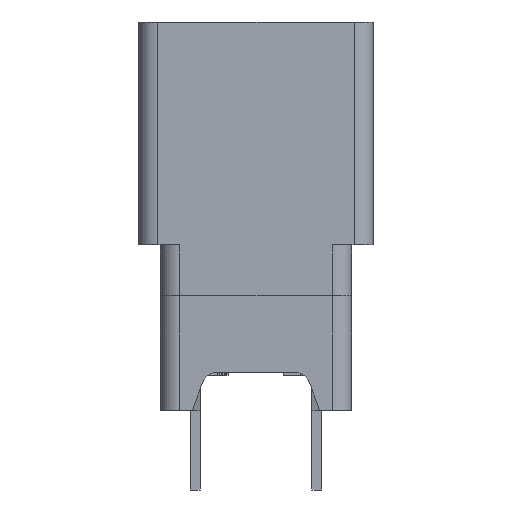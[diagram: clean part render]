
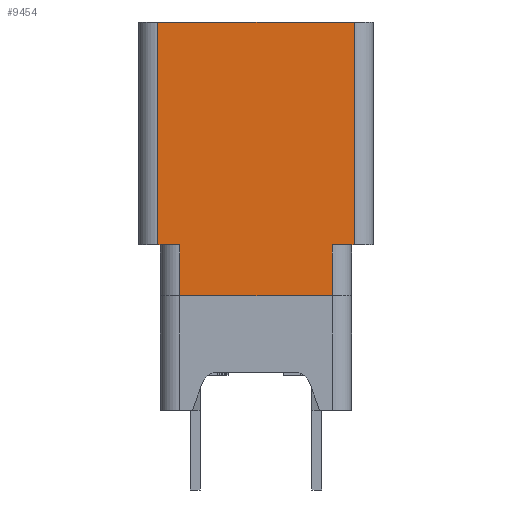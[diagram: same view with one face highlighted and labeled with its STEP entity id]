
A CAD part, left-side view. The second image highlights one B-rep face of the part: STEP entity #9454.
In plain terms, the highlighted planar face has unit normal (-1, 0, 0).
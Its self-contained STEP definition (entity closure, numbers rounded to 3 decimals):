
#3=DIRECTION('',(0.,0.,-1.));
#4=VECTOR('',#3,2.032);
#5=CARTESIAN_POINT('',(-42.672,-3.048,-8.89));
#6=LINE('',#5,#4);
#7=DIRECTION('',(0.,0.,-1.));
#8=VECTOR('',#7,2.032);
#9=CARTESIAN_POINT('',(-42.672,3.048,-8.89));
#10=LINE('',#9,#8);
#11=DIRECTION('',(0.,0.,-1.));
#12=VECTOR('',#11,8.89);
#13=CARTESIAN_POINT('',(-42.672,3.912,0.));
#14=LINE('',#13,#12);
#15=DIRECTION('',(0.,-1.,0.));
#16=VECTOR('',#15,7.823);
#17=CARTESIAN_POINT('',(-42.672,3.912,0.));
#18=LINE('',#17,#16);
#19=DIRECTION('',(0.,0.,1.));
#20=VECTOR('',#19,8.89);
#21=CARTESIAN_POINT('',(-42.672,-3.912,-8.89));
#22=LINE('',#21,#20);
#37=DIRECTION('',(0.,-1.,0.));
#38=VECTOR('',#37,0.864);
#39=CARTESIAN_POINT('',(-42.672,3.912,-8.89));
#40=LINE('',#39,#38);
#41=DIRECTION('',(0.,-1.,0.));
#42=VECTOR('',#41,0.864);
#43=CARTESIAN_POINT('',(-42.672,-3.048,-8.89));
#44=LINE('',#43,#42);
#101=DIRECTION('',(0.,1.,0.));
#102=VECTOR('',#101,6.096);
#103=CARTESIAN_POINT('',(-42.672,-3.048,-10.922));
#104=LINE('',#103,#102);
#7863=CARTESIAN_POINT('',(-42.672,-3.912,0.));
#7865=VERTEX_POINT('',#7863);
#7869=CARTESIAN_POINT('',(-42.672,-3.912,-8.89));
#7870=VERTEX_POINT('',#7869);
#7871=CARTESIAN_POINT('',(-42.672,3.912,-8.89));
#7873=VERTEX_POINT('',#7871);
#7877=CARTESIAN_POINT('',(-42.672,3.912,0.));
#7878=VERTEX_POINT('',#7877);
#7899=CARTESIAN_POINT('',(-42.672,-3.048,-10.922));
#7900=CARTESIAN_POINT('',(-42.672,3.048,-10.922));
#7901=VERTEX_POINT('',#7899);
#7902=VERTEX_POINT('',#7900);
#7912=CARTESIAN_POINT('',(-42.672,3.048,-8.89));
#7914=VERTEX_POINT('',#7912);
#7915=CARTESIAN_POINT('',(-42.672,-3.048,-8.89));
#7917=VERTEX_POINT('',#7915);
#9431=CARTESIAN_POINT('',(-42.672,0.,0.));
#9432=DIRECTION('',(1.,0.,0.));
#9433=DIRECTION('',(0.,-1.,0.));
#9434=AXIS2_PLACEMENT_3D('',#9431,#9432,#9433);
#9435=PLANE('',#9434);
#9437=ORIENTED_EDGE('',*,*,#9436,.F.);
#9439=ORIENTED_EDGE('',*,*,#9438,.T.);
#9441=ORIENTED_EDGE('',*,*,#9440,.T.);
#9443=ORIENTED_EDGE('',*,*,#9442,.F.);
#9445=ORIENTED_EDGE('',*,*,#9444,.F.);
#9447=ORIENTED_EDGE('',*,*,#9446,.F.);
#9449=ORIENTED_EDGE('',*,*,#9448,.T.);
#9451=ORIENTED_EDGE('',*,*,#9450,.F.);
#9452=EDGE_LOOP('',(#9437,#9439,#9441,#9443,#9445,#9447,#9449,#9451));
#9453=FACE_OUTER_BOUND('',#9452,.F.);
#9436=EDGE_CURVE('',#7917,#7870,#44,.T.);
#9438=EDGE_CURVE('',#7917,#7901,#6,.T.);
#9440=EDGE_CURVE('',#7901,#7902,#104,.T.);
#9442=EDGE_CURVE('',#7914,#7902,#10,.T.);
#9444=EDGE_CURVE('',#7873,#7914,#40,.T.);
#9446=EDGE_CURVE('',#7878,#7873,#14,.T.);
#9448=EDGE_CURVE('',#7878,#7865,#18,.T.);
#9450=EDGE_CURVE('',#7870,#7865,#22,.T.);
#9454=ADVANCED_FACE('',(#9453),#9435,.F.);
